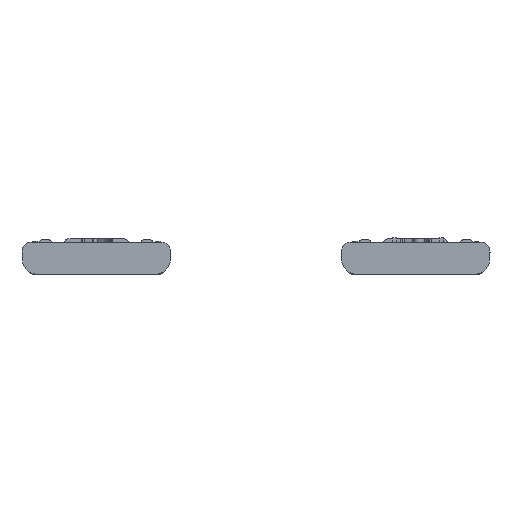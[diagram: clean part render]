
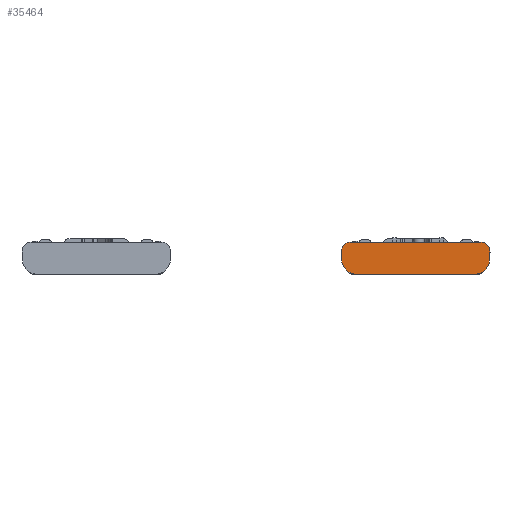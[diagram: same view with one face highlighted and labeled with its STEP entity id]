
A CAD part, left-side view. The second image highlights one B-rep face of the part: STEP entity #35464.
In plain terms, the highlighted planar face has unit normal (-1, 0, 0).
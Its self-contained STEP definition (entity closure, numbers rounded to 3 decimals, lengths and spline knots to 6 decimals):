
#3153=FACE_OUTER_BOUND('',#5035,.T.);
#5035=EDGE_LOOP('',(#27395,#27396,#27397,#27398,#27399,#27400,#27401,#27402));
#7624=LINE('',#66536,#11039);
#7625=LINE('',#66540,#11040);
#7626=LINE('',#66544,#11041);
#7627=LINE('',#66548,#11042);
#11039=VECTOR('',#46397,0.003);
#11040=VECTOR('',#46400,0.045);
#11041=VECTOR('',#46403,0.003);
#11042=VECTOR('',#46406,0.041);
#13413=CIRCLE('',#40261,0.003);
#13414=CIRCLE('',#40262,0.003);
#13415=CIRCLE('',#40263,0.005);
#13416=CIRCLE('',#40264,0.005);
#15605=VERTEX_POINT('',#66534);
#15606=VERTEX_POINT('',#66535);
#15607=VERTEX_POINT('',#66537);
#15608=VERTEX_POINT('',#66539);
#15609=VERTEX_POINT('',#66541);
#15610=VERTEX_POINT('',#66543);
#15611=VERTEX_POINT('',#66545);
#15612=VERTEX_POINT('',#66547);
#19885=EDGE_CURVE('',#15605,#15606,#7624,.T.);
#19886=EDGE_CURVE('',#15606,#15607,#13413,.T.);
#19887=EDGE_CURVE('',#15607,#15608,#7625,.T.);
#19888=EDGE_CURVE('',#15608,#15609,#13414,.T.);
#19889=EDGE_CURVE('',#15610,#15609,#7626,.T.);
#19890=EDGE_CURVE('',#15610,#15611,#13415,.T.);
#19891=EDGE_CURVE('',#15612,#15611,#7627,.T.);
#19892=EDGE_CURVE('',#15612,#15605,#13416,.T.);
#27395=ORIENTED_EDGE('',*,*,#19885,.T.);
#27396=ORIENTED_EDGE('',*,*,#19886,.T.);
#27397=ORIENTED_EDGE('',*,*,#19887,.T.);
#27398=ORIENTED_EDGE('',*,*,#19888,.T.);
#27399=ORIENTED_EDGE('',*,*,#19889,.F.);
#27400=ORIENTED_EDGE('',*,*,#19890,.T.);
#27401=ORIENTED_EDGE('',*,*,#19891,.F.);
#27402=ORIENTED_EDGE('',*,*,#19892,.T.);
#34105=PLANE('',#40260);
#35464=ADVANCED_FACE('',(#3153),#34105,.F.);
#40260=AXIS2_PLACEMENT_3D('',#66533,#46395,#46396);
#40261=AXIS2_PLACEMENT_3D('',#66538,#46398,#46399);
#40262=AXIS2_PLACEMENT_3D('',#66542,#46401,#46402);
#40263=AXIS2_PLACEMENT_3D('',#66546,#46404,#46405);
#40264=AXIS2_PLACEMENT_3D('',#66549,#46407,#46408);
#46395=DIRECTION('center_axis',(1.,0.,0.));
#46396=DIRECTION('ref_axis',(0.,0.,-1.));
#46397=DIRECTION('',(0.,0.,1.));
#46398=DIRECTION('center_axis',(-1.,0.,0.));
#46399=DIRECTION('ref_axis',(0.,0.,1.));
#46400=DIRECTION('',(0.,1.,0.));
#46401=DIRECTION('center_axis',(-1.,0.,0.));
#46402=DIRECTION('ref_axis',(0.,0.,-1.));
#46403=DIRECTION('',(0.,0.,1.));
#46404=DIRECTION('center_axis',(-1.,0.,0.));
#46405=DIRECTION('ref_axis',(0.,0.,1.));
#46406=DIRECTION('',(0.,1.,0.));
#46407=DIRECTION('center_axis',(-1.,0.,0.));
#46408=DIRECTION('ref_axis',(0.,0.,-1.));
#66533=CARTESIAN_POINT('Origin',(2.458436,7.079908,-0.005093));
#66534=CARTESIAN_POINT('',(2.458436,7.079908,-0.000093));
#66535=CARTESIAN_POINT('',(2.458436,7.079908,0.002907));
#66536=CARTESIAN_POINT('',(2.458436,7.079908,-0.000093));
#66537=CARTESIAN_POINT('',(2.458436,7.082908,0.005907));
#66538=CARTESIAN_POINT('Origin',(2.458436,7.082908,0.002907));
#66539=CARTESIAN_POINT('',(2.458436,7.127908,0.005907));
#66540=CARTESIAN_POINT('',(2.458436,7.082908,0.005907));
#66541=CARTESIAN_POINT('',(2.458436,7.130908,0.002907));
#66542=CARTESIAN_POINT('Origin',(2.458436,7.127908,0.002907));
#66543=CARTESIAN_POINT('',(2.458436,7.130908,-0.000093));
#66544=CARTESIAN_POINT('',(2.458436,7.130908,-0.000093));
#66545=CARTESIAN_POINT('',(2.458436,7.125908,-0.005093));
#66546=CARTESIAN_POINT('Origin',(2.458436,7.125908,-0.000093));
#66547=CARTESIAN_POINT('',(2.458436,7.084908,-0.005093));
#66548=CARTESIAN_POINT('',(2.458436,7.084908,-0.005093));
#66549=CARTESIAN_POINT('Origin',(2.458436,7.084908,-0.000093));
